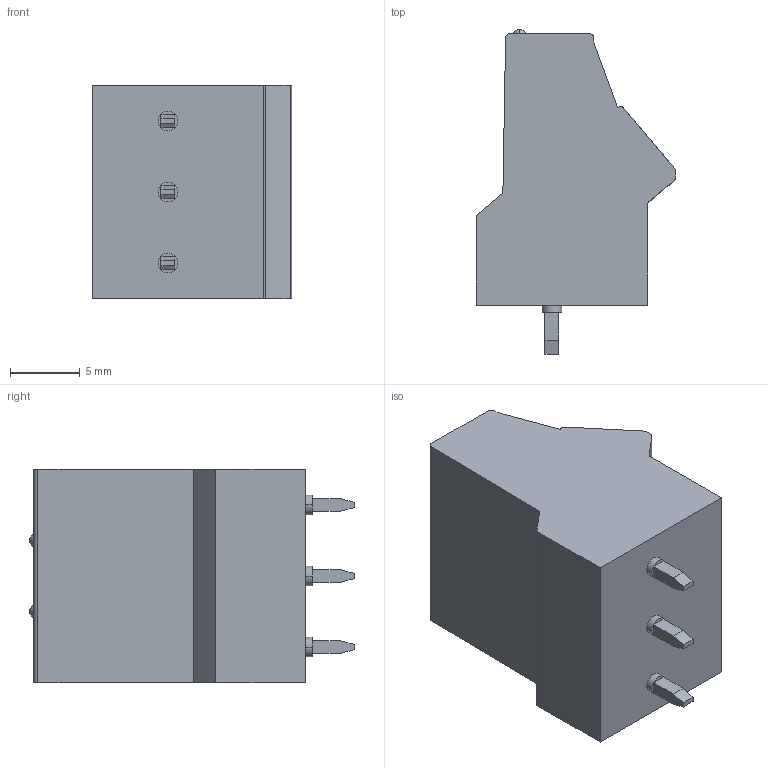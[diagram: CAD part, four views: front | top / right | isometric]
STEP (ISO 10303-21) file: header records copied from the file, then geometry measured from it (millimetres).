
FILE_DESCRIPTION(('SolidDesigner STEP Export'),'2;1');
FILE_NAME('smkds_2.5-3-5.08.stp','2011-02-08T 8:37:03',(''),(''),'CoCreate Modeling STEP processor for AP214 (Solid Model)','CoCreate Modeling 16.00A 16-Aug-2008 (C) Parametric Technology GmbH','');
FILE_SCHEMA(('AUTOMOTIVE_DESIGN { 1 0 10303 214 1 1 1 1 }'));
Length unit declared in the file: millimetre
Products named in the file (2): smkds_2.5-3-5.08
Assembly tree (1 placements, depth 2):
  smkds_2.5-3-5.08
    smkds_2.5-3-5.08
Bounding box: 14.25 x 23.2 x 15.24 mm (x, y, z)
Volume: 2842.9 mm3; surface area: 1663.5 mm2
Topology: 1 solids, 1 shells, 181 faces, 436 edges, 278 vertices
Faces by surface type: plane 127, cylinder 46, sphere 8
Entity records: 6195 total; most frequent: ORIENTED_EDGE 872, CARTESIAN_POINT 785, DIRECTION 734, EDGE_CURVE 436, VECTOR 280, LINE 280, VERTEX_POINT 278, AXIS2_PLACEMENT_3D 227
